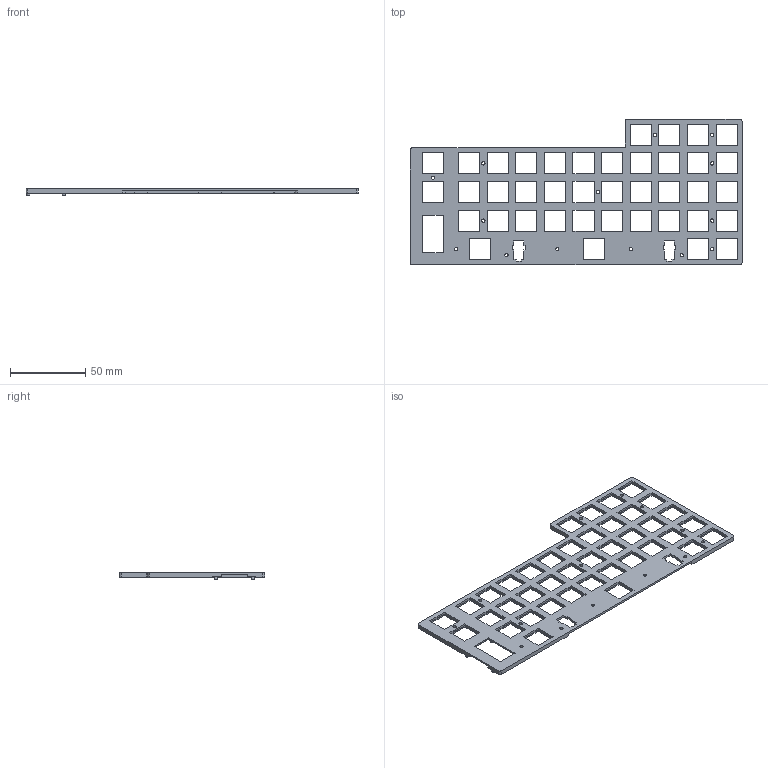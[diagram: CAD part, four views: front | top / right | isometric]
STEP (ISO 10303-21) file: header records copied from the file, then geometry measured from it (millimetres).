
FILE_DESCRIPTION(('HOOPS Exchange Step'),'2;1');
FILE_NAME('temp_export','2023-06-12T21:25:19+20:00',('jscotto'),('Shapr3D Limited'),'HOOPS Exchange 2022.2','Shapr3D','Authorized');
FILE_SCHEMA( ('AUTOMOTIVE_DESIGN { 1 0 10303 214 1 1 1 1 }') );
Length unit declared in the file: millimetre
Products named in the file (1): Plate
Bounding box: 220.5 x 96.5 x 4.5 mm (x, y, z)
Volume: 26872.3 mm3; surface area: 29903.8 mm2
Topology: 1 solids, 1 shells, 462 faces, 1262 edges, 845 vertices
Faces by surface type: plane 435, cylinder 27
Full cylindrical faces by diameter (mm): 2 x4, 2.2 x14
Entity records: 14631 total; most frequent: CARTESIAN_POINT 2570, ORIENTED_EDGE 2524, DIRECTION 2253, EDGE_CURVE 1262, VECTOR 1197, LINE 1197, VERTEX_POINT 845, EDGE_LOOP 619
